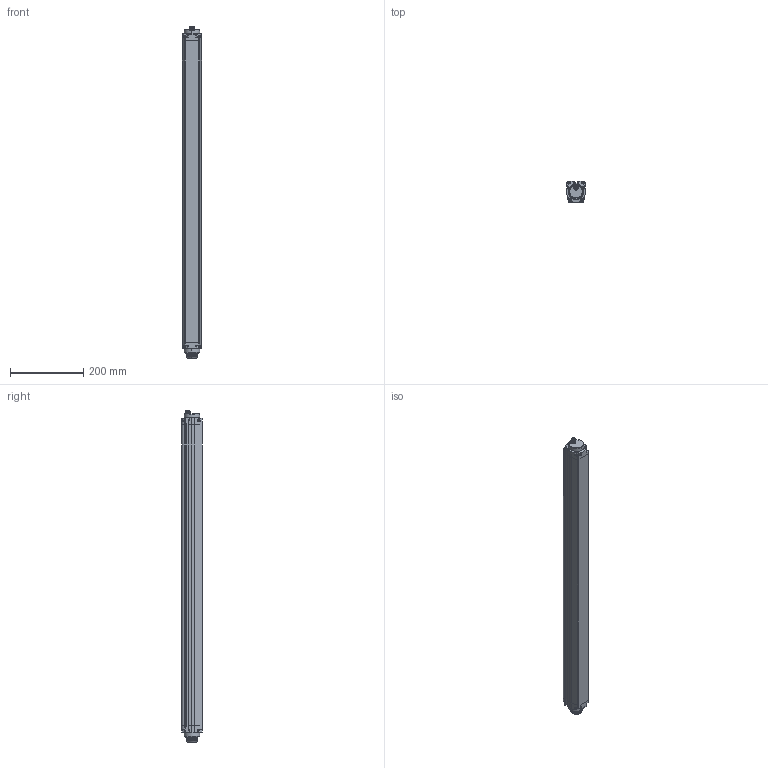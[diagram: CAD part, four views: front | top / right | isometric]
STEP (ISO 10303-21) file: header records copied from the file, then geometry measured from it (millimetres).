
FILE_DESCRIPTION((''),'2;1');
FILE_NAME('204800_ASM','2018-02-21T',('pdmadmin'),('BANNER ENGINEERING'),'CREO PARAMETRIC BY PTC INC, 2016260','CREO PARAMETRIC BY PTC INC, 2016260','');
FILE_SCHEMA(('CONFIG_CONTROL_DESIGN'));
Length unit declared in the file: inch
Products named in the file (17): DATALOGIC_HOUSING_3_400; SGS_COVER_Q8; 41089; 129247_AF35; 129248_AF31; 129249_AF31; 129250_AF31; 129251_AF31; 133481_ASM; 62333; SGSM_Q_RING; SGS_QD_ASM; SGS_COVER_Q; SGSMA_COVER_INSERT; M3X5_HEX_BHCS; 803230_ASM; 204800_ASM
Assembly tree (23 placements, depth 5):
  204800_ASM
    803230_ASM
      DATALOGIC_HOUSING_3_400
      SGS_COVER_Q8
      SGS_QD_ASM
        133481_ASM
          41089
          129247_AF35
          129248_AF31
          129249_AF31
          129250_AF31
          129251_AF31
        62333
        SGSM_Q_RING
      SGS_COVER_Q
      SGSMA_COVER_INSERT
      M3X5_HEX_BHCS  x8
Bounding box: 52 x 57 x 906.35 mm (x, y, z)
Volume: 506206.2 mm3; surface area: 405944.2 mm2
Topology: 70 solids, 70 shells, 1508 faces, 3604 edges, 2273 vertices
Faces by surface type: plane 753, cylinder 364, bspline 166, cone 97, torus 69, extrusion 35, sphere 24
Entity records: 52754 total; most frequent: CARTESIAN_POINT 21196, ORIENTED_EDGE 6676, DIRECTION 6153, EDGE_CURVE 3338, AXIS2_PLACEMENT_3D 2213, VERTEX_POINT 2105, VECTOR 1727, LINE 1692
